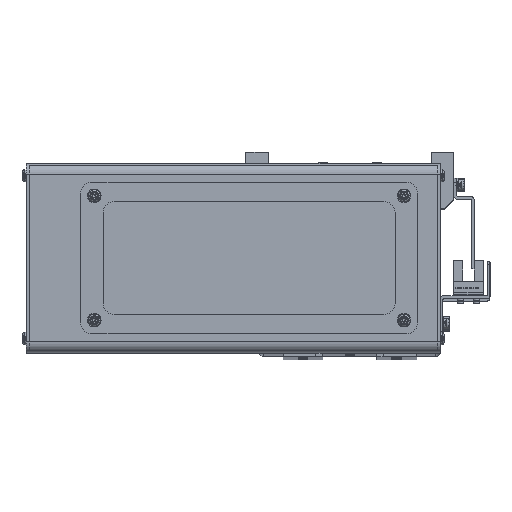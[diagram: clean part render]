
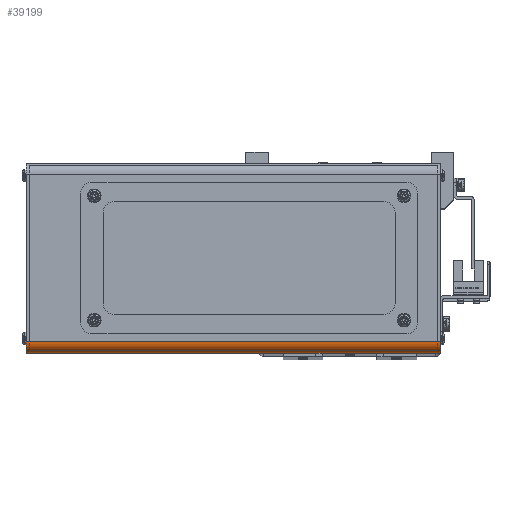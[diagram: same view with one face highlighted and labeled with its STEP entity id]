
A CAD part, top view. The second image highlights one B-rep face of the part: STEP entity #39199.
In plain terms, the highlighted cylindrical face has radius 5 mm (diameter 10 mm), a partial arc.
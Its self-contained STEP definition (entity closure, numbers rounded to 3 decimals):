
#337 = DIRECTION ( 'NONE',  ( 0., 0., 1. ) ) ;
#1211 = EDGE_LOOP ( 'NONE', ( #8083, #8512, #60682, #25464 ) ) ;
#7709 = VERTEX_POINT ( 'NONE', #36658 ) ;
#7866 = CARTESIAN_POINT ( 'NONE',  ( 5., 5., 0. ) ) ;
#8083 = ORIENTED_EDGE ( 'NONE', *, *, #8647, .F. ) ;
#8512 = ORIENTED_EDGE ( 'NONE', *, *, #51106, .F. ) ;
#8647 = EDGE_CURVE ( 'NONE', #28007, #20856, #25281, .T. ) ;
#12562 = DIRECTION ( 'NONE',  ( 1., 0., 0. ) ) ;
#13880 = CARTESIAN_POINT ( 'NONE',  ( 5., 0., -183. ) ) ;
#14019 = AXIS2_PLACEMENT_3D ( 'NONE', #28424, #337, #33132 ) ;
#14575 = DIRECTION ( 'NONE',  ( 1., 0., 0. ) ) ;
#16863 = CYLINDRICAL_SURFACE ( 'NONE', #28792, 5. ) ;
#20856 = VERTEX_POINT ( 'NONE', #25271 ) ;
#24989 = CARTESIAN_POINT ( 'NONE',  ( 0., 5., -183. ) ) ;
#25271 = CARTESIAN_POINT ( 'NONE',  ( 5., 0., 0. ) ) ;
#25281 = CIRCLE ( 'NONE', #34650, 5. ) ;
#25464 = ORIENTED_EDGE ( 'NONE', *, *, #44372, .T. ) ;
#27571 = VECTOR ( 'NONE', #50264, 1000. ) ;
#28007 = VERTEX_POINT ( 'NONE', #38671 ) ;
#28424 = CARTESIAN_POINT ( 'NONE',  ( 5., 5., -183. ) ) ;
#28629 = CIRCLE ( 'NONE', #14019, 5. ) ;
#28792 = AXIS2_PLACEMENT_3D ( 'NONE', #42605, #37527, #14575 ) ;
#33132 = DIRECTION ( 'NONE',  ( 1., 0., 0. ) ) ;
#34650 = AXIS2_PLACEMENT_3D ( 'NONE', #7866, #40632, #12562 ) ;
#35014 = EDGE_CURVE ( 'NONE', #50889, #7709, #28629, .T. ) ;
#36658 = CARTESIAN_POINT ( 'NONE',  ( 5., 0., -183. ) ) ;
#37527 = DIRECTION ( 'NONE',  ( 0., 0., 1. ) ) ;
#38671 = CARTESIAN_POINT ( 'NONE',  ( 0., 5., 0. ) ) ;
#39199 = ADVANCED_FACE ( 'NONE', ( #41734 ), #16863, .T. ) ;
#40632 = DIRECTION ( 'NONE',  ( 0., 0., 1. ) ) ;
#41416 = LINE ( 'NONE', #59653, #27571 ) ;
#41734 = FACE_OUTER_BOUND ( 'NONE', #1211, .T. ) ;
#41937 = DIRECTION ( 'NONE',  ( 0., 0., 1. ) ) ;
#42605 = CARTESIAN_POINT ( 'NONE',  ( 5., 5., -183. ) ) ;
#44372 = EDGE_CURVE ( 'NONE', #7709, #20856, #48209, .T. ) ;
#48209 = LINE ( 'NONE', #13880, #60672 ) ;
#50264 = DIRECTION ( 'NONE',  ( 0., 0., 1. ) ) ;
#50889 = VERTEX_POINT ( 'NONE', #24989 ) ;
#51106 = EDGE_CURVE ( 'NONE', #50889, #28007, #41416, .T. ) ;
#59653 = CARTESIAN_POINT ( 'NONE',  ( 0., 5., -183. ) ) ;
#60672 = VECTOR ( 'NONE', #41937, 1000. ) ;
#60682 = ORIENTED_EDGE ( 'NONE', *, *, #35014, .T. ) ;
